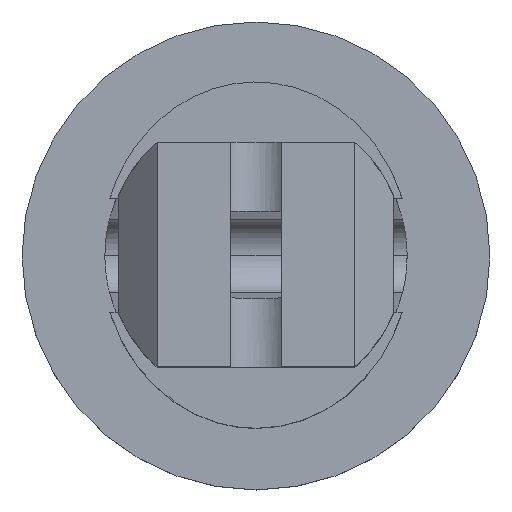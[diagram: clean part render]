
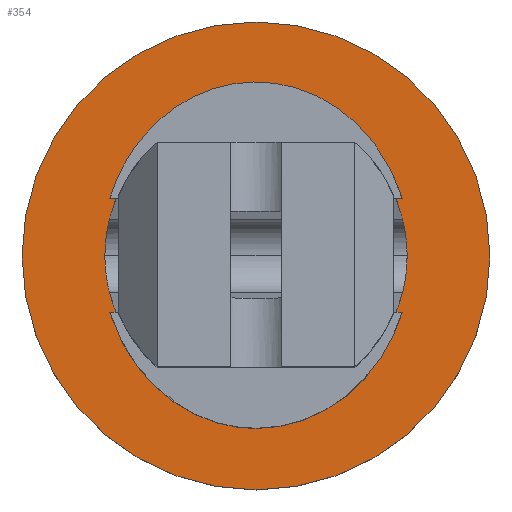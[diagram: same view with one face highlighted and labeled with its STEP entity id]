
A CAD part, top view. The second image highlights one B-rep face of the part: STEP entity #354.
In plain terms, the highlighted planar face has unit normal (0, 0, 1).
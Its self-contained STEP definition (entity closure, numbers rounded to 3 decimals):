
#10 = PLANE ( 'NONE',  #321 ) ;
#12 = ORIENTED_EDGE ( 'NONE', *, *, #326, .F. ) ;
#26 = DIRECTION ( 'NONE',  ( -1., 0., 0. ) ) ;
#43 = AXIS2_PLACEMENT_3D ( 'NONE', #178, #868, #26 ) ;
#74 = DIRECTION ( 'NONE',  ( 0., 0., -1. ) ) ;
#87 = AXIS2_PLACEMENT_3D ( 'NONE', #251, #74, #108 ) ;
#105 = CIRCLE ( 'NONE', #622, 2.05 ) ;
#108 = DIRECTION ( 'NONE',  ( -1., 0., 0. ) ) ;
#137 = EDGE_CURVE ( 'NONE', #1166, #780, #1335, .T. ) ;
#150 = FACE_BOUND ( 'NONE', #922, .T. ) ;
#178 = CARTESIAN_POINT ( 'NONE',  ( 0., 0., -5.461 ) ) ;
#198 = EDGE_CURVE ( 'NONE', #605, #1348, #1425, .T. ) ;
#251 = CARTESIAN_POINT ( 'NONE',  ( 0., 0., -5.461 ) ) ;
#271 = ORIENTED_EDGE ( 'NONE', *, *, #387, .T. ) ;
#294 = DIRECTION ( 'NONE',  ( 0., 0., -1. ) ) ;
#321 = AXIS2_PLACEMENT_3D ( 'NONE', #1409, #1415, #627 ) ;
#326 = EDGE_CURVE ( 'NONE', #1348, #605, #918, .T. ) ;
#354 = ADVANCED_FACE ( 'NONE', ( #1213, #150 ), #10, .F. ) ;
#387 = EDGE_CURVE ( 'NONE', #780, #1166, #105, .T. ) ;
#419 = AXIS2_PLACEMENT_3D ( 'NONE', #1073, #985, #980 ) ;
#423 = EDGE_LOOP ( 'NONE', ( #1203, #12 ) ) ;
#605 = VERTEX_POINT ( 'NONE', #974 ) ;
#622 = AXIS2_PLACEMENT_3D ( 'NONE', #1305, #294, #972 ) ;
#627 = DIRECTION ( 'NONE',  ( -1., 0., 0. ) ) ;
#696 = CARTESIAN_POINT ( 'NONE',  ( -2.05, 0., -5.461 ) ) ;
#780 = VERTEX_POINT ( 'NONE', #696 ) ;
#868 = DIRECTION ( 'NONE',  ( 0., 0., -1. ) ) ;
#889 = CARTESIAN_POINT ( 'NONE',  ( 2.05, 0., -5.461 ) ) ;
#918 = CIRCLE ( 'NONE', #43, 3.175 ) ;
#922 = EDGE_LOOP ( 'NONE', ( #1112, #271 ) ) ;
#972 = DIRECTION ( 'NONE',  ( -1., 0., 0. ) ) ;
#974 = CARTESIAN_POINT ( 'NONE',  ( 3.175, 0., -5.461 ) ) ;
#980 = DIRECTION ( 'NONE',  ( -1., 0., 0. ) ) ;
#985 = DIRECTION ( 'NONE',  ( 0., 0., -1. ) ) ;
#1073 = CARTESIAN_POINT ( 'NONE',  ( 0., 0., -5.461 ) ) ;
#1112 = ORIENTED_EDGE ( 'NONE', *, *, #137, .T. ) ;
#1166 = VERTEX_POINT ( 'NONE', #889 ) ;
#1203 = ORIENTED_EDGE ( 'NONE', *, *, #198, .F. ) ;
#1213 = FACE_OUTER_BOUND ( 'NONE', #423, .T. ) ;
#1220 = CARTESIAN_POINT ( 'NONE',  ( -3.175, 0., -5.461 ) ) ;
#1305 = CARTESIAN_POINT ( 'NONE',  ( 0., 0., -5.461 ) ) ;
#1335 = CIRCLE ( 'NONE', #87, 2.05 ) ;
#1348 = VERTEX_POINT ( 'NONE', #1220 ) ;
#1409 = CARTESIAN_POINT ( 'NONE',  ( 0., 0., -5.461 ) ) ;
#1415 = DIRECTION ( 'NONE',  ( 0., 0., -1. ) ) ;
#1425 = CIRCLE ( 'NONE', #419, 3.175 ) ;
